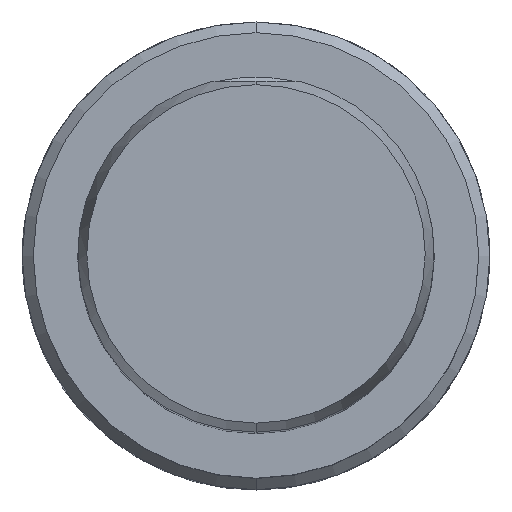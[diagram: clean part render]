
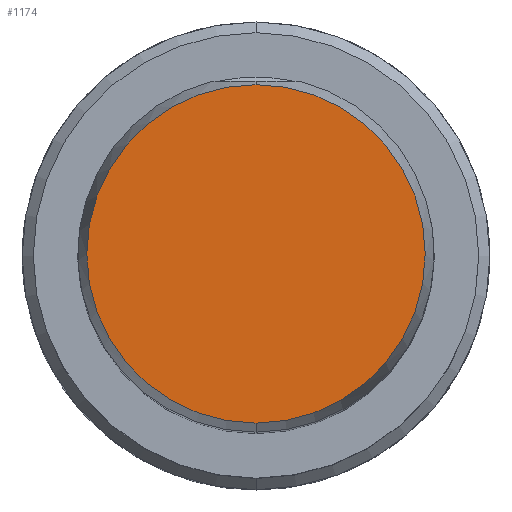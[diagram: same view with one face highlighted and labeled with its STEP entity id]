
A CAD part, top view. The second image highlights one B-rep face of the part: STEP entity #1174.
In plain terms, the highlighted planar face has unit normal (0, 0, 1).
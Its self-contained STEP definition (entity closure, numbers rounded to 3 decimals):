
#1028=CARTESIAN_POINT('',(-0.,-15.196,80.));
#1029=VERTEX_POINT('',#1028);
#1036=CARTESIAN_POINT('',(0.,15.196,80.));
#1037=VERTEX_POINT('',#1036);
#1038=CARTESIAN_POINT('',(-0.,0.,80.));
#1039=DIRECTION('',(0.,-0.,-1.));
#1040=DIRECTION('',(-0.,-1.,0.));
#1041=AXIS2_PLACEMENT_3D('',#1038,#1039,#1040);
#1042=CIRCLE('',#1041,15.196);
#1043=EDGE_CURVE('',#1029,#1037,#1042,.T.);
#1159=CARTESIAN_POINT('',(-0.,8.,80.));
#1160=DIRECTION('',(-0.,0.,1.));
#1161=DIRECTION('',(1.,-0.,0.));
#1162=AXIS2_PLACEMENT_3D('',#1159,#1160,#1161);
#1163=PLANE('',#1162);
#1164=ORIENTED_EDGE('',*,*,#1043,.F.);
#1165=CARTESIAN_POINT('',(-0.,0.,80.));
#1166=DIRECTION('',(0.,-0.,-1.));
#1167=DIRECTION('',(-0.,-1.,0.));
#1168=AXIS2_PLACEMENT_3D('',#1165,#1166,#1167);
#1169=CIRCLE('',#1168,15.196);
#1170=EDGE_CURVE('',#1037,#1029,#1169,.T.);
#1171=ORIENTED_EDGE('',*,*,#1170,.F.);
#1172=EDGE_LOOP('',(#1164,#1171));
#1173=FACE_BOUND('',#1172,.T.);
#1174=ADVANCED_FACE('',(#1173),#1163,.T.);
